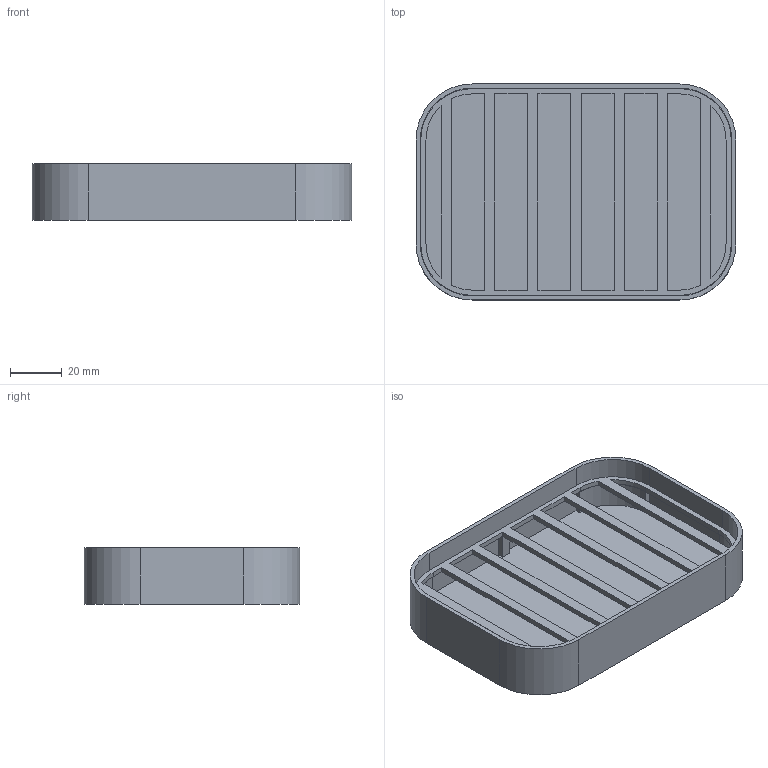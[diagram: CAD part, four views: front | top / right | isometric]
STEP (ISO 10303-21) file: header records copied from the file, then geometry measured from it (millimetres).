
FILE_DESCRIPTION(/* description */ ('','CAx-IF Rec.Pracs.---Representation and Presentation of Product Manufacturing Information (PMI)---4.0---2014-10-13'),/* implementation_level */ '2;1');
FILE_NAME(/* name */ 'BANDEJA.step',/* time_stamp */ '2025-02-12T11:21:12-05:00',/* author */ (''),/* organization */ (''),/* preprocessor_version */ 'ST-DEVELOPER v20',/* originating_system */ 'Autodesk Translation Framework v13.20.0.188',/* authorisation */ '');
FILE_SCHEMA (('AP242_MANAGED_MODEL_BASED_3D_ENGINEERING_MIM_LF { 1 0 10303 442 1 1 4 }'));
Length unit declared in the file: millimetre
Products named in the file (3): BANDEJA; CAJA; rEJILLA
Assembly tree (2 placements, depth 2):
  BANDEJA
    CAJA
    rEJILLA
Bounding box: 123.2 x 83.2 x 21.6 mm (x, y, z)
Volume: 35734.9 mm3; surface area: 44186.1 mm2
Topology: 2 solids, 2 shells, 89 faces, 244 edges, 160 vertices
Faces by surface type: plane 65, cylinder 24
Entity records: 2919 total; most frequent: CARTESIAN_POINT 498, ORIENTED_EDGE 488, DIRECTION 480, EDGE_CURVE 244, LINE 196, VECTOR 196, VERTEX_POINT 160, AXIS2_PLACEMENT_3D 142
